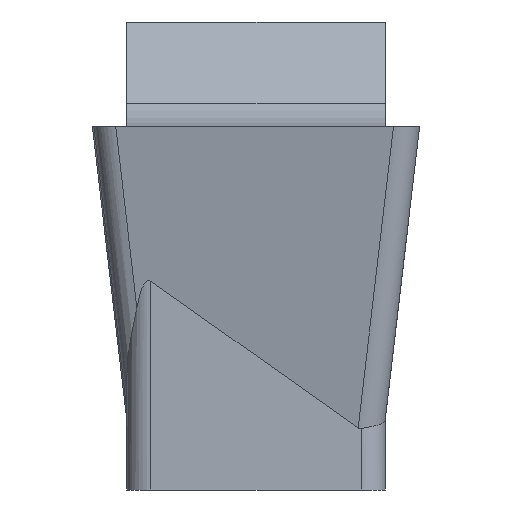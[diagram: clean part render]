
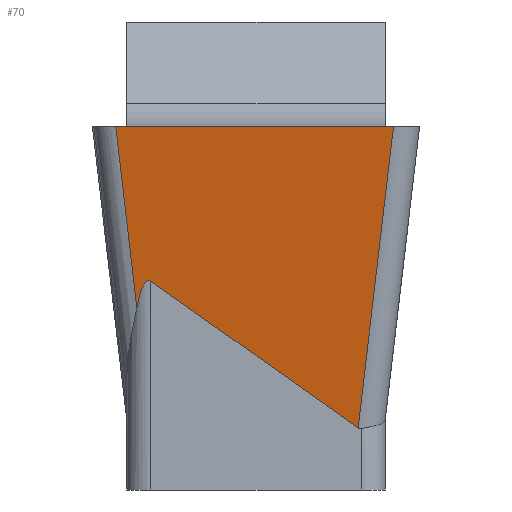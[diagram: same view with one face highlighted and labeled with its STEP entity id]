
A CAD part, front view. The second image highlights one B-rep face of the part: STEP entity #70.
In plain terms, the highlighted planar face has unit normal (-0.086, -0.989, -0.122).
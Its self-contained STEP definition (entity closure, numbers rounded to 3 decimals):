
#70=ADVANCED_FACE('I235_3D2C_HEAD_LEFT_SU2',(#124),#97,.F.);
#97=PLANE('',#747);
#124=FACE_OUTER_BOUND('',#158,.T.);
#158=EDGE_LOOP('',(#436,#437,#438,#439,#440));
#190=ELLIPSE('',#731,2.462,0.3);
#223=LINE('',#1116,#283);
#240=LINE('',#1204,#300);
#244=LINE('',#1219,#304);
#245=LINE('',#1221,#305);
#283=VECTOR('',#826,1.);
#300=VECTOR('',#877,1.);
#304=VECTOR('',#887,1.);
#305=VECTOR('',#890,1.);
#436=ORIENTED_EDGE('',*,*,#624,.F.);
#437=ORIENTED_EDGE('',*,*,#616,.T.);
#438=ORIENTED_EDGE('',*,*,#652,.T.);
#439=ORIENTED_EDGE('',*,*,#646,.F.);
#440=ORIENTED_EDGE('',*,*,#653,.T.);
#548=VERTEX_POINT('',#1117);
#549=VERTEX_POINT('',#1118);
#554=VERTEX_POINT('',#1148);
#566=VERTEX_POINT('',#1203);
#567=VERTEX_POINT('',#1205);
#616=EDGE_CURVE('',#548,#549,#223,.T.);
#624=EDGE_CURVE('',#548,#554,#190,.T.);
#646=EDGE_CURVE('',#566,#567,#240,.T.);
#652=EDGE_CURVE('',#549,#567,#244,.T.);
#653=EDGE_CURVE('',#566,#554,#245,.T.);
#731=AXIS2_PLACEMENT_3D('',#1147,#840,#841);
#747=AXIS2_PLACEMENT_3D('',#1222,#891,#892);
#826=DIRECTION('',(0.815,0.,-0.579));
#840=DIRECTION('',(-0.087,-0.989,-0.122));
#841=DIRECTION('',(-0.011,-0.121,0.993));
#877=DIRECTION('',(0.996,-0.087,0.));
#887=DIRECTION('',(0.116,-0.131,0.985));
#890=DIRECTION('',(0.115,0.112,-0.987));
#891=DIRECTION('',(0.087,0.989,0.122));
#892=DIRECTION('',(-0.116,0.131,-0.985));
#1116=CARTESIAN_POINT('',(-1.337,0.539,-1.884));
#1117=CARTESIAN_POINT('',(-1.3,0.539,-1.911));
#1118=CARTESIAN_POINT('',(1.263,0.539,-3.73));
#1147=CARTESIAN_POINT('',(-1.3,0.839,-4.345));
#1148=CARTESIAN_POINT('',(-1.475,0.595,-2.243));
#1203=CARTESIAN_POINT('',(-1.736,0.342,0.));
#1204=CARTESIAN_POINT('',(0.01,0.189,0.));
#1205=CARTESIAN_POINT('',(1.701,0.041,0.));
#1219=CARTESIAN_POINT('',(1.442,0.335,-2.205));
#1221=CARTESIAN_POINT('',(-1.435,0.634,-2.585));
#1222=CARTESIAN_POINT('',(1.781,0.311,-2.248));
